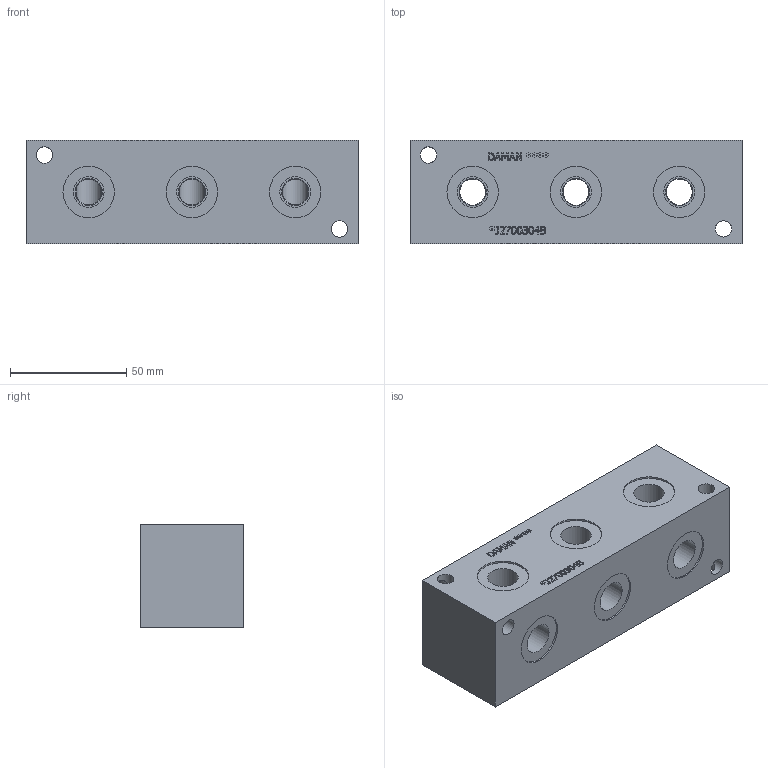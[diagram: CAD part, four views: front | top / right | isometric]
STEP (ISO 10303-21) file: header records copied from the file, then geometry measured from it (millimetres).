
FILE_DESCRIPTION(/* description */ (''),/* implementation_level */ '2;1');
FILE_NAME(/* name */ '_J2700304B.stp',/* time_stamp */ '2021-04-09T16:38:31-04:00',/* author */ ('trevorh'),/* organization */ (''),/* preprocessor_version */ 'ST-DEVELOPER v18',/* originating_system */ 'Autodesk Inventor 2020',/* authorisation */ '');
FILE_SCHEMA (('AUTOMOTIVE_DESIGN { 1 0 10303 214 3 1 1 }'));
Length unit declared in the file: millimetre
Products named in the file (1): Part_+J2700304B_3D
Bounding box: 142.88 x 44.45 x 44.45 mm (x, y, z)
Volume: 250631 mm3; surface area: 39002.7 mm2
Topology: 1 solids, 1 shells, 406 faces, 1102 edges, 737 vertices
Faces by surface type: plane 245, bspline 93, cylinder 50, cone 18
Full cylindrical faces by diameter (mm): 7.137 x8, 11.684 x9, 13.259 x9, 22.123 x9
Entity records: 13689 total; most frequent: CARTESIAN_POINT 3524, ORIENTED_EDGE 2204, DIRECTION 1705, EDGE_CURVE 1102, VERTEX_POINT 737, LINE 719, VECTOR 719, AXIS2_PLACEMENT_3D 493
